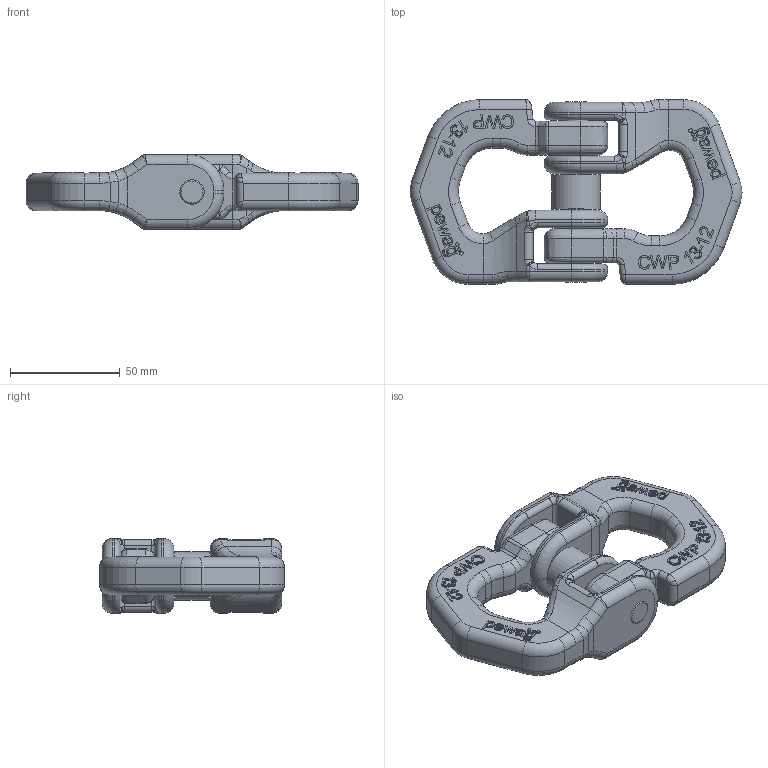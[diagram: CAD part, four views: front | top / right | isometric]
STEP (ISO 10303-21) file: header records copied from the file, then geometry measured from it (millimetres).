
FILE_DESCRIPTION(/* description */ (''),/* implementation_level */ '2;1');
FILE_NAME(/* name */ 'pewag_CWP_13_customer model.stp',/* time_stamp */ '2022-07-13T13:48:28+02:00',/* author */ (''),/* organization */ (''),/* preprocessor_version */ 'ST-DEVELOPER v16',/* originating_system */ 'SIEMENS PLM Software NX 11.0',/* authorisation */ '');
FILE_SCHEMA (('AUTOMOTIVE_DESIGN { 1 0 10303 214 3 1 1 1 }'));
Length unit declared in the file: millimetre
Products named in the file (1): baf42300F06y5s5
Bounding box: 151 x 84 x 34 mm (x, y, z)
Volume: 167302.8 mm3; surface area: 41753.5 mm2
Topology: 3 solids, 3 shells, 779 faces, 1954 edges, 1197 vertices
Faces by surface type: plane 238, extrusion 216, cylinder 159, bspline 84, torus 80, cone 2
Full cylindrical faces by diameter (mm): 11 x8, 22 x1
Entity records: 27131 total; most frequent: CARTESIAN_POINT 10070, ORIENTED_EDGE 3808, DIRECTION 2866, EDGE_CURVE 1904, VERTEX_POINT 1192, VECTOR 986, AXIS2_PLACEMENT_3D 940, B_SPLINE_CURVE_WITH_KNOTS 880
